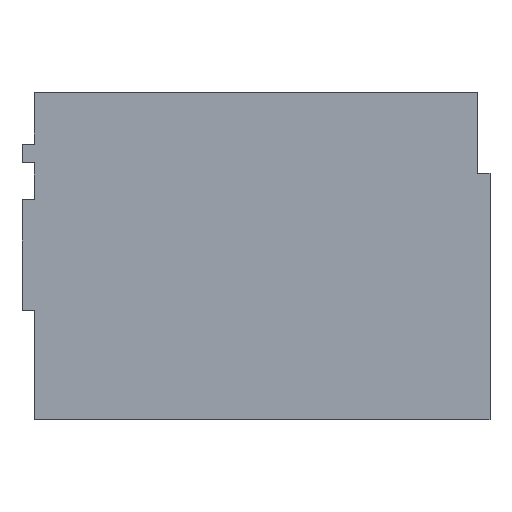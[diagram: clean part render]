
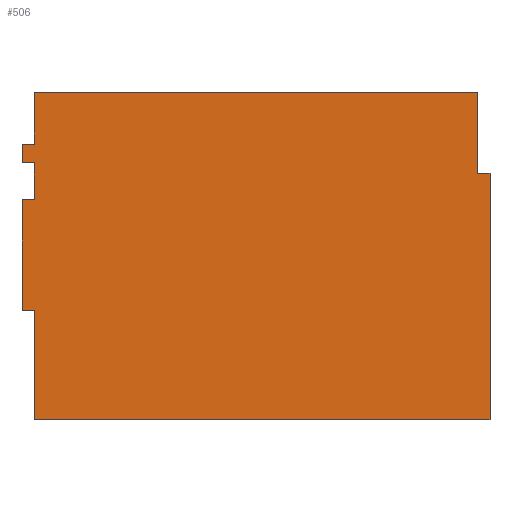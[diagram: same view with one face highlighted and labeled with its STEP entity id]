
A CAD part, left-side view. The second image highlights one B-rep face of the part: STEP entity #506.
In plain terms, the highlighted planar face has unit normal (-1, 0, 0).
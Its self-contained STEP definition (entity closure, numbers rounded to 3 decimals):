
#24 = VERTEX_POINT('',#25);
#25 = CARTESIAN_POINT('',(0.,0.,2032.));
#31 = EDGE_CURVE('',#24,#32,#34,.T.);
#32 = VERTEX_POINT('',#33);
#33 = CARTESIAN_POINT('',(0.,0.,2700.));
#34 = LINE('',#35,#36);
#35 = CARTESIAN_POINT('',(0.,0.,0.));
#36 = VECTOR('',#37,1.);
#37 = DIRECTION('',(0.,0.,1.));
#86 = VERTEX_POINT('',#87);
#87 = CARTESIAN_POINT('',(0.,-100.,2032.));
#93 = EDGE_CURVE('',#24,#86,#94,.T.);
#94 = LINE('',#95,#96);
#95 = CARTESIAN_POINT('',(0.,0.,2032.));
#96 = VECTOR('',#97,1.);
#97 = DIRECTION('',(0.,-1.,0.));
#135 = VERTEX_POINT('',#136);
#136 = CARTESIAN_POINT('',(0.,-100.,0.));
#142 = EDGE_CURVE('',#143,#135,#145,.T.);
#143 = VERTEX_POINT('',#144);
#144 = CARTESIAN_POINT('',(0.,3657.6,0.));
#145 = LINE('',#146,#147);
#146 = CARTESIAN_POINT('',(0.,0.,0.));
#147 = VECTOR('',#148,1.);
#148 = DIRECTION('',(0.,-1.,0.));
#199 = VERTEX_POINT('',#200);
#200 = CARTESIAN_POINT('',(0.,3657.6,2700.));
#206 = EDGE_CURVE('',#199,#32,#207,.T.);
#207 = LINE('',#208,#209);
#208 = CARTESIAN_POINT('',(0.,3657.6,2700.));
#209 = VECTOR('',#210,1.);
#210 = DIRECTION('',(0.,-1.,0.));
#223 = EDGE_CURVE('',#86,#135,#224,.T.);
#224 = LINE('',#225,#226);
#225 = CARTESIAN_POINT('',(0.,-100.,2032.));
#226 = VECTOR('',#227,1.);
#227 = DIRECTION('',(0.,0.,-1.));
#240 = EDGE_CURVE('',#241,#199,#243,.T.);
#241 = VERTEX_POINT('',#242);
#242 = CARTESIAN_POINT('',(0.,3657.6,2271.6));
#243 = LINE('',#244,#245);
#244 = CARTESIAN_POINT('',(0.,3657.6,0.));
#245 = VECTOR('',#246,1.);
#246 = DIRECTION('',(0.,0.,1.));
#265 = VERTEX_POINT('',#266);
#266 = CARTESIAN_POINT('',(0.,3657.6,2119.2));
#272 = EDGE_CURVE('',#273,#265,#275,.T.);
#273 = VERTEX_POINT('',#274);
#274 = CARTESIAN_POINT('',(0.,3657.6,1814.4));
#275 = LINE('',#276,#277);
#276 = CARTESIAN_POINT('',(0.,3657.6,0.));
#277 = VECTOR('',#278,1.);
#278 = DIRECTION('',(0.,0.,1.));
#297 = VERTEX_POINT('',#298);
#298 = CARTESIAN_POINT('',(0.,3657.6,900.));
#304 = EDGE_CURVE('',#143,#297,#305,.T.);
#305 = LINE('',#306,#307);
#306 = CARTESIAN_POINT('',(0.,3657.6,0.));
#307 = VECTOR('',#308,1.);
#308 = DIRECTION('',(0.,0.,1.));
#327 = VERTEX_POINT('',#328);
#328 = CARTESIAN_POINT('',(0.,3757.6,900.));
#334 = EDGE_CURVE('',#297,#327,#335,.T.);
#335 = LINE('',#336,#337);
#336 = CARTESIAN_POINT('',(0.,3657.6,900.));
#337 = VECTOR('',#338,1.);
#338 = DIRECTION('',(0.,1.,0.));
#373 = EDGE_CURVE('',#273,#374,#376,.T.);
#374 = VERTEX_POINT('',#375);
#375 = CARTESIAN_POINT('',(0.,3757.6,1814.4));
#376 = LINE('',#377,#378);
#377 = CARTESIAN_POINT('',(0.,3657.6,1814.4));
#378 = VECTOR('',#379,1.);
#379 = DIRECTION('',(0.,1.,0.));
#406 = VERTEX_POINT('',#407);
#407 = CARTESIAN_POINT('',(0.,3757.6,2119.2));
#413 = EDGE_CURVE('',#265,#406,#414,.T.);
#414 = LINE('',#415,#416);
#415 = CARTESIAN_POINT('',(0.,3657.6,2119.2));
#416 = VECTOR('',#417,1.);
#417 = DIRECTION('',(0.,1.,0.));
#452 = EDGE_CURVE('',#241,#453,#455,.T.);
#453 = VERTEX_POINT('',#454);
#454 = CARTESIAN_POINT('',(0.,3757.6,2271.6));
#455 = LINE('',#456,#457);
#456 = CARTESIAN_POINT('',(0.,3657.6,2271.6));
#457 = VECTOR('',#458,1.);
#458 = DIRECTION('',(0.,1.,0.));
#479 = EDGE_CURVE('',#327,#374,#480,.T.);
#480 = LINE('',#481,#482);
#481 = CARTESIAN_POINT('',(0.,3757.6,900.));
#482 = VECTOR('',#483,1.);
#483 = DIRECTION('',(0.,0.,1.));
#495 = EDGE_CURVE('',#406,#453,#496,.T.);
#496 = LINE('',#497,#498);
#497 = CARTESIAN_POINT('',(0.,3757.6,2119.2));
#498 = VECTOR('',#499,1.);
#499 = DIRECTION('',(0.,0.,1.));
#506 = ADVANCED_FACE('',(#507),#523,.T.);
#507 = FACE_BOUND('',#508,.T.);
#508 = EDGE_LOOP('',(#509,#510,#511,#512,#513,#514,#515,#516,#517,#518,
    #519,#520,#521,#522));
#509 = ORIENTED_EDGE('',*,*,#304,.F.);
#510 = ORIENTED_EDGE('',*,*,#142,.T.);
#511 = ORIENTED_EDGE('',*,*,#223,.F.);
#512 = ORIENTED_EDGE('',*,*,#93,.F.);
#513 = ORIENTED_EDGE('',*,*,#31,.T.);
#514 = ORIENTED_EDGE('',*,*,#206,.F.);
#515 = ORIENTED_EDGE('',*,*,#240,.F.);
#516 = ORIENTED_EDGE('',*,*,#452,.T.);
#517 = ORIENTED_EDGE('',*,*,#495,.F.);
#518 = ORIENTED_EDGE('',*,*,#413,.F.);
#519 = ORIENTED_EDGE('',*,*,#272,.F.);
#520 = ORIENTED_EDGE('',*,*,#373,.T.);
#521 = ORIENTED_EDGE('',*,*,#479,.F.);
#522 = ORIENTED_EDGE('',*,*,#334,.F.);
#523 = PLANE('',#524);
#524 = AXIS2_PLACEMENT_3D('',#525,#526,#527);
#525 = CARTESIAN_POINT('',(0.,1849.772,1357.79));
#526 = DIRECTION('',(-1.,-0.,-0.));
#527 = DIRECTION('',(0.,0.,-1.));
